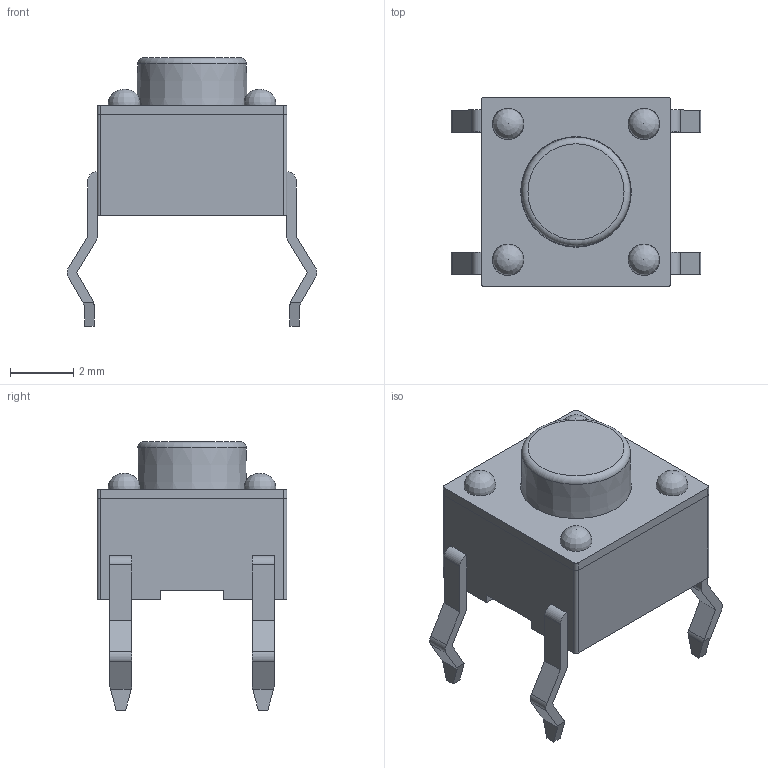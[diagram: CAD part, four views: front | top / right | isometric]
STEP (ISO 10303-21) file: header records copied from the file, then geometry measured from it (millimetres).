
FILE_DESCRIPTION(('HOOPS Exchange Step'),'2;1');
FILE_NAME('temp_export','2023-04-12T04:38:33-16:00',('30abd'),('Shapr3D Limited'),'HOOPS Exchange 2022.2','Shapr3D','Authorized');
FILE_SCHEMA( ('AUTOMOTIVE_DESIGN { 1 0 10303 214 1 1 1 1 }') );
Length unit declared in the file: millimetre
Products named in the file (2): TS6-THT_H-4.3.step; root
Assembly tree (1 placements, depth 2):
  root
    TS6-THT_H-4.3.step
Bounding box: 7.9 x 6 x 8.5 mm (x, y, z)
Volume: 138.4 mm3; surface area: 308.6 mm2
Topology: 7 solids, 7 shells, 134 faces, 334 edges, 223 vertices
Faces by surface type: plane 95, cylinder 33, bspline 4, cone 1, torus 1
Full cylindrical faces by diameter (mm): 0.8 x8, 3.5 x1
Entity records: 4738 total; most frequent: CARTESIAN_POINT 1441, ORIENTED_EDGE 668, DIRECTION 650, EDGE_CURVE 334, VECTOR 242, LINE 242, VERTEX_POINT 223, AXIS2_PLACEMENT_3D 204
